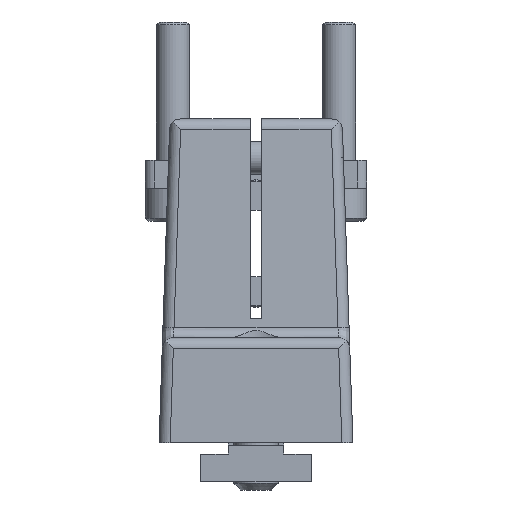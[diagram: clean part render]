
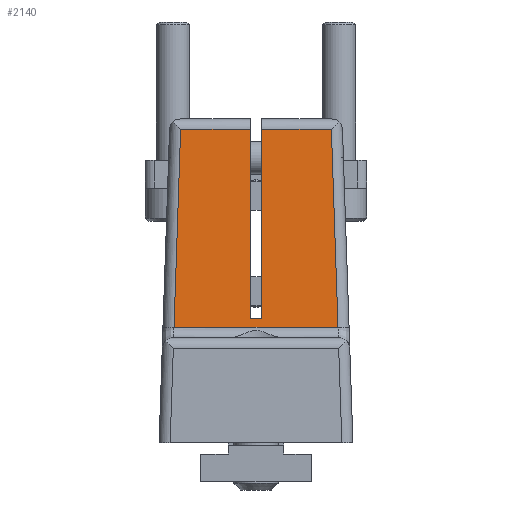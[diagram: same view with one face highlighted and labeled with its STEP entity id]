
A CAD part, left-side view. The second image highlights one B-rep face of the part: STEP entity #2140.
In plain terms, the highlighted face is planar.
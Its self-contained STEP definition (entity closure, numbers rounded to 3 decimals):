
#1430=CARTESIAN_POINT('',(-58.5,0.,9.5));
#1440=DIRECTION('',(-0.063,0.,-0.998));
#1450=DIRECTION('',(-0.998,0.,0.063));
#1460=AXIS2_PLACEMENT_3D('',#1430,#1440,#1450);
#1470=PLANE('',#1460);
#1480=CARTESIAN_POINT('',(-20.874,0.,7.119));
#1490=DIRECTION('',(0.,-1.,0.));
#1500=VECTOR('',#1490,1.);
#1510=LINE('',#1480,#1500);
#1520=CARTESIAN_POINT('',(-20.874,14.806,
7.119));
#1530=VERTEX_POINT('',#1520);
#1540=CARTESIAN_POINT('',(-20.874,-14.806,
7.119));
#1550=VERTEX_POINT('',#1540);
#1560=EDGE_CURVE('',#1530,#1550,#1510,.T.);
#1570=ORIENTED_EDGE('',*,*,#1560,.T.);
#1580=CARTESIAN_POINT('',(-0.126,15.499,
5.805));
#1590=DIRECTION('',(-0.997,-0.033,
0.063));
#1600=VECTOR('',#1590,1.);
#1610=LINE('',#1580,#1600);
#1620=CARTESIAN_POINT('',(-56.626,13.612,
9.381));
#1630=VERTEX_POINT('',#1620);
#1640=EDGE_CURVE('',#1530,#1630,#1610,.T.);
#1650=ORIENTED_EDGE('',*,*,#1640,.F.);
#1660=CARTESIAN_POINT('',(-56.626,0.,9.381));
#1670=DIRECTION('',(0.,-1.,0.));
#1680=VECTOR('',#1670,1.);
#1690=LINE('',#1660,#1680);
#1700=CARTESIAN_POINT('',(-56.626,1.,9.381));
#1710=VERTEX_POINT('',#1700);
#1720=EDGE_CURVE('',#1630,#1710,#1690,.T.);
#1730=ORIENTED_EDGE('',*,*,#1720,.F.);
#1740=CARTESIAN_POINT('',(0.,1.,5.797));
#1750=DIRECTION('',(0.998,0.,-0.063));
#1760=VECTOR('',#1750,1.);
#1770=LINE('',#1740,#1760);
#1780=CARTESIAN_POINT('',(-22.5,1.,7.222));
#1790=VERTEX_POINT('',#1780);
#1800=EDGE_CURVE('',#1710,#1790,#1770,.T.);
#1810=ORIENTED_EDGE('',*,*,#1800,.F.);
#1820=CARTESIAN_POINT('',(-22.5,0.,7.222));
#1830=DIRECTION('',(0.,-1.,0.));
#1840=VECTOR('',#1830,1.);
#1850=LINE('',#1820,#1840);
#1860=CARTESIAN_POINT('',(-22.5,-1.,7.222));
#1870=VERTEX_POINT('',#1860);
#1880=EDGE_CURVE('',#1790,#1870,#1850,.T.);
#1890=ORIENTED_EDGE('',*,*,#1880,.F.);
#1900=CARTESIAN_POINT('',(0.,-1.,5.797));
#1910=DIRECTION('',(-0.998,0.,0.063));
#1920=VECTOR('',#1910,1.);
#1930=LINE('',#1900,#1920);
#1940=CARTESIAN_POINT('',(-56.626,-1.,9.381));
#1950=VERTEX_POINT('',#1940);
#1960=EDGE_CURVE('',#1870,#1950,#1930,.T.);
#1970=ORIENTED_EDGE('',*,*,#1960,.F.);
#1980=CARTESIAN_POINT('',(-56.626,0.,9.381));
#1990=DIRECTION('',(0.,-1.,0.));
#2000=VECTOR('',#1990,1.);
#2010=LINE('',#1980,#2000);
#2020=CARTESIAN_POINT('',(-56.626,-13.612,
9.381));
#2030=VERTEX_POINT('',#2020);
#2040=EDGE_CURVE('',#1950,#2030,#2010,.T.);
#2050=ORIENTED_EDGE('',*,*,#2040,.F.);
#2060=CARTESIAN_POINT('',(-0.126,-15.499,
5.805));
#2070=DIRECTION('',(0.997,-0.033,
-0.063));
#2080=VECTOR('',#2070,1.);
#2090=LINE('',#2060,#2080);
#2100=EDGE_CURVE('',#2030,#1550,#2090,.T.);
#2110=ORIENTED_EDGE('',*,*,#2100,.F.);
#2120=EDGE_LOOP('',(#2110,#2050,#1970,#1890,#1810,#1730,#1650,#1570));
#2130=FACE_OUTER_BOUND('',#2120,.T.);
#2140=ADVANCED_FACE('',(#2130),#1470,.T.);
